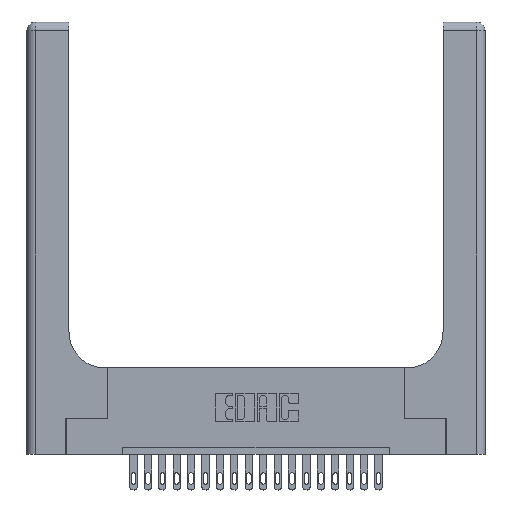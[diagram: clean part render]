
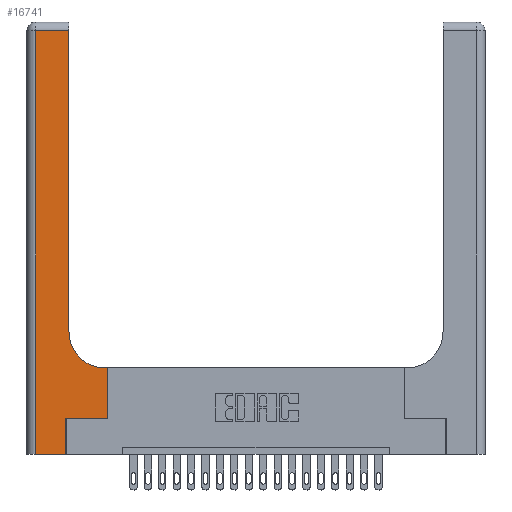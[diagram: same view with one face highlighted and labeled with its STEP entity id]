
A CAD part, top view. The second image highlights one B-rep face of the part: STEP entity #16741.
In plain terms, the highlighted planar face has unit normal (0, 0, 1).
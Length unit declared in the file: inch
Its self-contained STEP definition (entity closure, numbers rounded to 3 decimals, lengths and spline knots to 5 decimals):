
#62 = PLANE ( 'NONE',  #19972 ) ;
#103 = LINE ( 'NONE', #18792, #9321 ) ;
#233 = VERTEX_POINT ( 'NONE', #758 ) ;
#675 = CARTESIAN_POINT ( 'NONE',  ( 0.5415, 0.85, 0.37 ) ) ;
#758 = CARTESIAN_POINT ( 'NONE',  ( 0.5585, 0.25, 0.37 ) ) ;
#994 = CARTESIAN_POINT ( 'NONE',  ( 0.269, 0.25, 0.37 ) ) ;
#1126 = CARTESIAN_POINT ( 'NONE',  ( 0.269, 0., 0.37 ) ) ;
#1374 = LINE ( 'NONE', #16539, #14568 ) ;
#1600 = CARTESIAN_POINT ( 'NONE',  ( 0.5585, 0.6, 0.37 ) ) ;
#1648 = ORIENTED_EDGE ( 'NONE', *, *, #2778, .T. ) ;
#1688 = ORIENTED_EDGE ( 'NONE', *, *, #9767, .T. ) ;
#1758 = VERTEX_POINT ( 'NONE', #1600 ) ;
#2461 = CARTESIAN_POINT ( 'NONE',  ( 0.06, 2.94, 0.37 ) ) ;
#2591 = ORIENTED_EDGE ( 'NONE', *, *, #14518, .T. ) ;
#2598 = DIRECTION ( 'NONE',  ( -1., 0., 0. ) ) ;
#2680 = ORIENTED_EDGE ( 'NONE', *, *, #7305, .T. ) ;
#2736 = EDGE_CURVE ( 'NONE', #6210, #4515, #103, .T. ) ;
#2778 = EDGE_CURVE ( 'NONE', #1758, #11698, #18785, .T. ) ;
#3024 = VERTEX_POINT ( 'NONE', #2461 ) ;
#3223 = LINE ( 'NONE', #8133, #9552 ) ;
#3233 = VECTOR ( 'NONE', #21262, 39.37008 ) ;
#3298 = EDGE_CURVE ( 'NONE', #3024, #18341, #7439, .T. ) ;
#3502 = VECTOR ( 'NONE', #2598, 39.37008 ) ;
#4515 = VERTEX_POINT ( 'NONE', #994 ) ;
#4976 = ORIENTED_EDGE ( 'NONE', *, *, #10790, .T. ) ;
#4999 = LINE ( 'NONE', #19603, #6849 ) ;
#5020 = LINE ( 'NONE', #12982, #9264 ) ;
#6020 = DIRECTION ( 'NONE',  ( 0., 1., 0. ) ) ;
#6210 = VERTEX_POINT ( 'NONE', #1126 ) ;
#6595 = EDGE_CURVE ( 'NONE', #233, #1758, #5020, .T. ) ;
#6833 = CARTESIAN_POINT ( 'NONE',  ( 0., 3., 0.37 ) ) ;
#6849 = VECTOR ( 'NONE', #6020, 39.37008 ) ;
#7305 = EDGE_CURVE ( 'NONE', #19772, #15594, #4999, .T. ) ;
#7439 = LINE ( 'NONE', #7601, #3233 ) ;
#7601 = CARTESIAN_POINT ( 'NONE',  ( 0.06, 3., 0.37 ) ) ;
#8133 = CARTESIAN_POINT ( 'NONE',  ( 0., 0., 0.37 ) ) ;
#8286 = DIRECTION ( 'NONE',  ( 1., 0., 0. ) ) ;
#9264 = VECTOR ( 'NONE', #16366, 39.37008 ) ;
#9321 = VECTOR ( 'NONE', #15924, 39.37008 ) ;
#9552 = VECTOR ( 'NONE', #8286, 39.37008 ) ;
#9738 = DIRECTION ( 'NONE',  ( -1., 0., 0. ) ) ;
#9767 = EDGE_CURVE ( 'NONE', #11698, #19772, #11253, .T. ) ;
#9944 = CARTESIAN_POINT ( 'NONE',  ( 0., 2.94, 0.37 ) ) ;
#10146 = VECTOR ( 'NONE', #9738, 39.37008 ) ;
#10405 = ORIENTED_EDGE ( 'NONE', *, *, #2736, .T. ) ;
#10762 = CARTESIAN_POINT ( 'NONE',  ( 0.2915, 0.6, 0.37 ) ) ;
#10790 = EDGE_CURVE ( 'NONE', #15594, #3024, #18054, .T. ) ;
#11253 = CIRCLE ( 'NONE', #13094, 0.25 ) ;
#11698 = VERTEX_POINT ( 'NONE', #13314 ) ;
#12427 = ORIENTED_EDGE ( 'NONE', *, *, #3298, .T. ) ;
#12474 = DIRECTION ( 'NONE',  ( 1., 0., 0. ) ) ;
#12982 = CARTESIAN_POINT ( 'NONE',  ( 0.5585, 0.25, 0.37 ) ) ;
#13094 = AXIS2_PLACEMENT_3D ( 'NONE', #675, #14239, #12474 ) ;
#13100 = DIRECTION ( 'NONE',  ( 1., 0., 0. ) ) ;
#13314 = CARTESIAN_POINT ( 'NONE',  ( 0.5415, 0.6, 0.37 ) ) ;
#13861 = ORIENTED_EDGE ( 'NONE', *, *, #6595, .T. ) ;
#14096 = EDGE_LOOP ( 'NONE', ( #2680, #4976, #12427, #2591, #10405, #21693, #13861, #1648, #1688 ) ) ;
#14239 = DIRECTION ( 'NONE',  ( 0., 0., -1. ) ) ;
#14518 = EDGE_CURVE ( 'NONE', #18341, #6210, #3223, .T. ) ;
#14568 = VECTOR ( 'NONE', #13100, 39.37008 ) ;
#15025 = FACE_OUTER_BOUND ( 'NONE', #14096, .T. ) ;
#15332 = EDGE_CURVE ( 'NONE', #4515, #233, #1374, .T. ) ;
#15594 = VERTEX_POINT ( 'NONE', #21898 ) ;
#15924 = DIRECTION ( 'NONE',  ( 0., 1., 0. ) ) ;
#16366 = DIRECTION ( 'NONE',  ( 0., 1., 0. ) ) ;
#16539 = CARTESIAN_POINT ( 'NONE',  ( 0.269, 0.25, 0.37 ) ) ;
#16741 = ADVANCED_FACE ( 'NONE', ( #15025 ), #62, .F. ) ;
#17477 = CARTESIAN_POINT ( 'NONE',  ( 0.06, 0., 0.37 ) ) ;
#18054 = LINE ( 'NONE', #9944, #10146 ) ;
#18341 = VERTEX_POINT ( 'NONE', #17477 ) ;
#18695 = DIRECTION ( 'NONE',  ( 0., 0., -1. ) ) ;
#18770 = DIRECTION ( 'NONE',  ( -1., 0., 0. ) ) ;
#18785 = LINE ( 'NONE', #10762, #3502 ) ;
#18792 = CARTESIAN_POINT ( 'NONE',  ( 0.269, 0., 0.37 ) ) ;
#19603 = CARTESIAN_POINT ( 'NONE',  ( 0.2915, 3., 0.37 ) ) ;
#19772 = VERTEX_POINT ( 'NONE', #21055 ) ;
#19972 = AXIS2_PLACEMENT_3D ( 'NONE', #6833, #18695, #18770 ) ;
#21055 = CARTESIAN_POINT ( 'NONE',  ( 0.2915, 0.85, 0.37 ) ) ;
#21262 = DIRECTION ( 'NONE',  ( 0., -1., 0. ) ) ;
#21693 = ORIENTED_EDGE ( 'NONE', *, *, #15332, .T. ) ;
#21898 = CARTESIAN_POINT ( 'NONE',  ( 0.2915, 2.94, 0.37 ) ) ;
